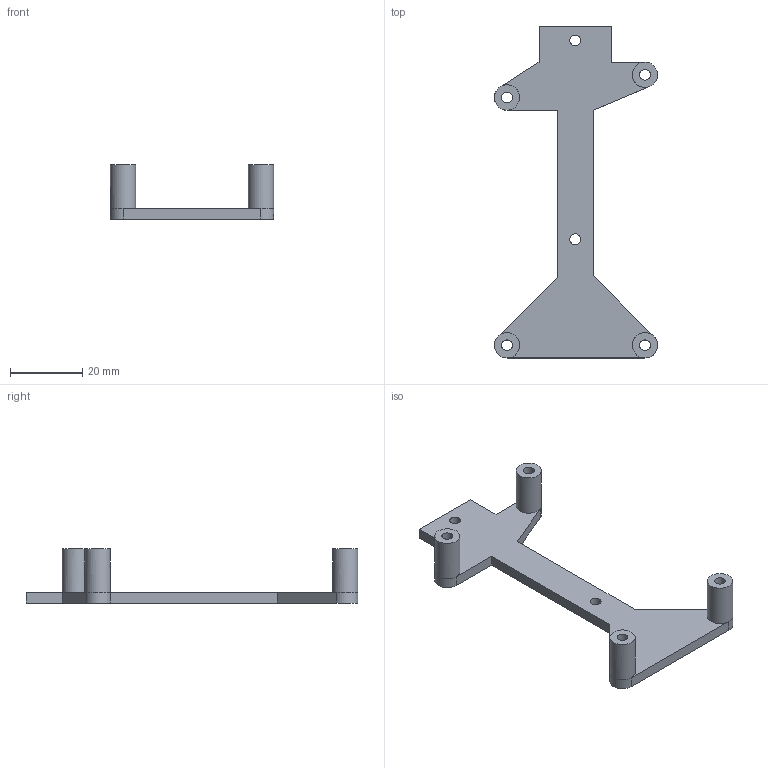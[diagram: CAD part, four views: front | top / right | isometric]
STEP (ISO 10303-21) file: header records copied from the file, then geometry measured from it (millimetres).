
FILE_DESCRIPTION(('FreeCAD Model'),'2;1');
FILE_NAME('escornacpu2-bracket.step' ,'2015-10-22T16:29:38',('FreeCAD'),('FreeCAD'), 'Open CASCADE STEP processor 6.7','FreeCAD','Unknown');
FILE_SCHEMA(('AUTOMOTIVE_DESIGN_CC2 { 1 2 10303 214 -1 1 5 4 }'));
Length unit declared in the file: millimetre
Products named in the file (1): Pad001
Bounding box: 45.16 x 91.82 x 15 mm (x, y, z)
Volume: 6904.3 mm3; surface area: 6190 mm2
Topology: 1 solids, 1 shells, 36 faces, 90 edges, 56 vertices
Faces by surface type: plane 18, cylinder 18
Full cylindrical faces by diameter (mm): 3 x10, 7 x4
Entity records: 2367 total; most frequent: CARTESIAN_POINT 519, DIRECTION 354, LINE 208, VECTOR 208, ORIENTED_EDGE 180, PCURVE 180, DEFINITIONAL_REPRESENTATION 180, EDGE_CURVE 90
